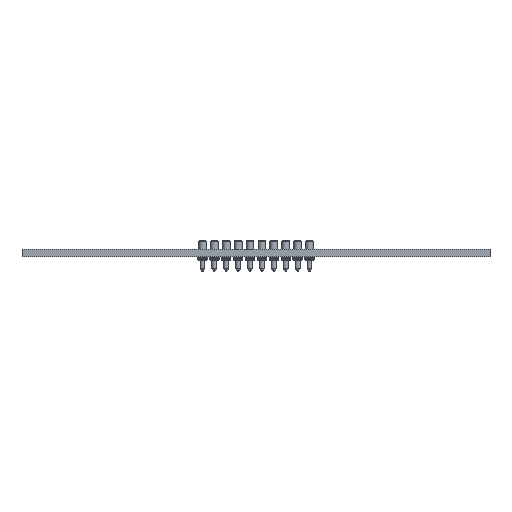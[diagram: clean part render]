
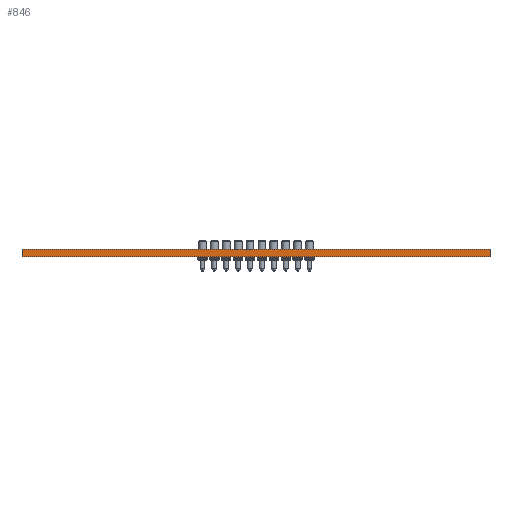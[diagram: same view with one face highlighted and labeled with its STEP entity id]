
A CAD part, front view. The second image highlights one B-rep face of the part: STEP entity #846.
In plain terms, the highlighted planar face has unit normal (0, -1, 0).
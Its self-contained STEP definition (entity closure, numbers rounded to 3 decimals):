
#846 = ADVANCED_FACE('',(#847),#881,.T.);
#847 = FACE_BOUND('',#848,.T.);
#848 = EDGE_LOOP('',(#849,#859,#867,#875));
#849 = ORIENTED_EDGE('',*,*,#850,.T.);
#850 = EDGE_CURVE('',#851,#853,#855,.T.);
#851 = VERTEX_POINT('',#852);
#852 = CARTESIAN_POINT('',(50.,-50.,0.));
#853 = VERTEX_POINT('',#854);
#854 = CARTESIAN_POINT('',(50.,-50.,1.6));
#855 = LINE('',#856,#857);
#856 = CARTESIAN_POINT('',(50.,-50.,0.));
#857 = VECTOR('',#858,1.);
#858 = DIRECTION('',(0.,0.,1.));
#859 = ORIENTED_EDGE('',*,*,#860,.T.);
#860 = EDGE_CURVE('',#853,#861,#863,.T.);
#861 = VERTEX_POINT('',#862);
#862 = CARTESIAN_POINT('',(-50.,-50.,1.6));
#863 = LINE('',#864,#865);
#864 = CARTESIAN_POINT('',(50.,-50.,1.6));
#865 = VECTOR('',#866,1.);
#866 = DIRECTION('',(-1.,0.,0.));
#867 = ORIENTED_EDGE('',*,*,#868,.F.);
#868 = EDGE_CURVE('',#869,#861,#871,.T.);
#869 = VERTEX_POINT('',#870);
#870 = CARTESIAN_POINT('',(-50.,-50.,0.));
#871 = LINE('',#872,#873);
#872 = CARTESIAN_POINT('',(-50.,-50.,0.));
#873 = VECTOR('',#874,1.);
#874 = DIRECTION('',(0.,0.,1.));
#875 = ORIENTED_EDGE('',*,*,#876,.F.);
#876 = EDGE_CURVE('',#851,#869,#877,.T.);
#877 = LINE('',#878,#879);
#878 = CARTESIAN_POINT('',(50.,-50.,0.));
#879 = VECTOR('',#880,1.);
#880 = DIRECTION('',(-1.,0.,0.));
#881 = PLANE('',#882);
#882 = AXIS2_PLACEMENT_3D('',#883,#884,#885);
#883 = CARTESIAN_POINT('',(50.,-50.,0.));
#884 = DIRECTION('',(0.,-1.,0.));
#885 = DIRECTION('',(-1.,0.,0.));
